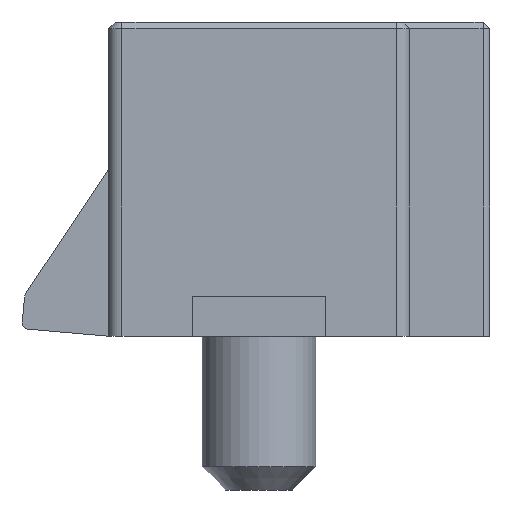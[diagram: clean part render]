
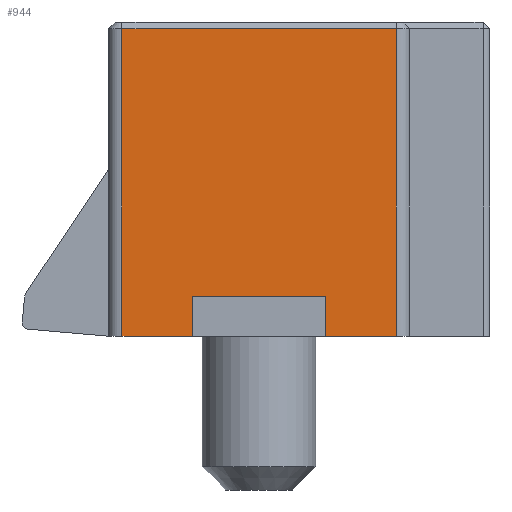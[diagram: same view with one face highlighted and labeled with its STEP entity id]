
A CAD part, left-side view. The second image highlights one B-rep face of the part: STEP entity #944.
In plain terms, the highlighted planar face has unit normal (-1, 0, 0).
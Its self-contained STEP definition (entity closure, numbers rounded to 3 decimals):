
#318 = VERTEX_POINT('',#319);
#319 = CARTESIAN_POINT('',(-5.,2.05,0.));
#326 = EDGE_CURVE('',#318,#327,#329,.T.);
#327 = VERTEX_POINT('',#328);
#328 = CARTESIAN_POINT('',(-5.,1.,0.));
#329 = LINE('',#330,#331);
#330 = CARTESIAN_POINT('',(-5.,0.,0.));
#331 = VECTOR('',#332,1.);
#332 = DIRECTION('',(0.,-1.,0.));
#351 = VERTEX_POINT('',#352);
#352 = CARTESIAN_POINT('',(-5.,-1.,0.));
#358 = EDGE_CURVE('',#351,#359,#361,.T.);
#359 = VERTEX_POINT('',#360);
#360 = CARTESIAN_POINT('',(-5.,-2.05,0.));
#361 = LINE('',#362,#363);
#362 = CARTESIAN_POINT('',(-5.,0.,0.));
#363 = VECTOR('',#364,1.);
#364 = DIRECTION('',(0.,-1.,0.));
#923 = EDGE_CURVE('',#318,#924,#926,.T.);
#924 = VERTEX_POINT('',#925);
#925 = CARTESIAN_POINT('',(-5.,2.05,4.6));
#926 = LINE('',#927,#928);
#927 = CARTESIAN_POINT('',(-5.,2.05,0.));
#928 = VECTOR('',#929,1.);
#929 = DIRECTION('',(0.,0.,1.));
#944 = ADVANCED_FACE('',(#945),#986,.T.);
#945 = FACE_BOUND('',#946,.F.);
#946 = EDGE_LOOP('',(#947,#955,#956,#964,#972,#978,#979,#980));
#947 = ORIENTED_EDGE('',*,*,#948,.T.);
#948 = EDGE_CURVE('',#949,#359,#951,.T.);
#949 = VERTEX_POINT('',#950);
#950 = CARTESIAN_POINT('',(-5.,-2.05,4.6));
#951 = LINE('',#952,#953);
#952 = CARTESIAN_POINT('',(-5.,-2.05,4.7));
#953 = VECTOR('',#954,1.);
#954 = DIRECTION('',(0.,0.,-1.));
#955 = ORIENTED_EDGE('',*,*,#358,.F.);
#956 = ORIENTED_EDGE('',*,*,#957,.T.);
#957 = EDGE_CURVE('',#351,#958,#960,.T.);
#958 = VERTEX_POINT('',#959);
#959 = CARTESIAN_POINT('',(-5.,-1.,0.6));
#960 = LINE('',#961,#962);
#961 = CARTESIAN_POINT('',(-5.,-1.,-10.));
#962 = VECTOR('',#963,1.);
#963 = DIRECTION('',(0.,0.,1.));
#964 = ORIENTED_EDGE('',*,*,#965,.T.);
#965 = EDGE_CURVE('',#958,#966,#968,.T.);
#966 = VERTEX_POINT('',#967);
#967 = CARTESIAN_POINT('',(-5.,1.,0.6));
#968 = LINE('',#969,#970);
#969 = CARTESIAN_POINT('',(-5.,-1.,0.6));
#970 = VECTOR('',#971,1.);
#971 = DIRECTION('',(0.,1.,0.));
#972 = ORIENTED_EDGE('',*,*,#973,.T.);
#973 = EDGE_CURVE('',#966,#327,#974,.T.);
#974 = LINE('',#975,#976);
#975 = CARTESIAN_POINT('',(-5.,1.,0.6));
#976 = VECTOR('',#977,1.);
#977 = DIRECTION('',(0.,-0.,-1.));
#978 = ORIENTED_EDGE('',*,*,#326,.F.);
#979 = ORIENTED_EDGE('',*,*,#923,.T.);
#980 = ORIENTED_EDGE('',*,*,#981,.T.);
#981 = EDGE_CURVE('',#924,#949,#982,.T.);
#982 = LINE('',#983,#984);
#983 = CARTESIAN_POINT('',(-5.,2.05,4.6));
#984 = VECTOR('',#985,1.);
#985 = DIRECTION('',(-0.,-1.,-0.));
#986 = PLANE('',#987);
#987 = AXIS2_PLACEMENT_3D('',#988,#989,#990);
#988 = CARTESIAN_POINT('',(-5.,0.,-1.016));
#989 = DIRECTION('',(-1.,0.,0.));
#990 = DIRECTION('',(0.,-0.,-1.));
